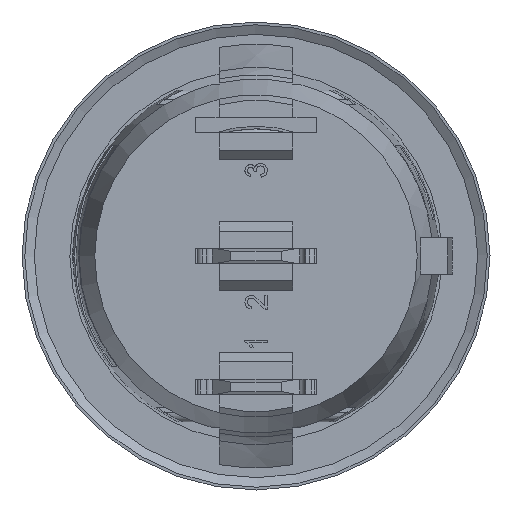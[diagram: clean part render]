
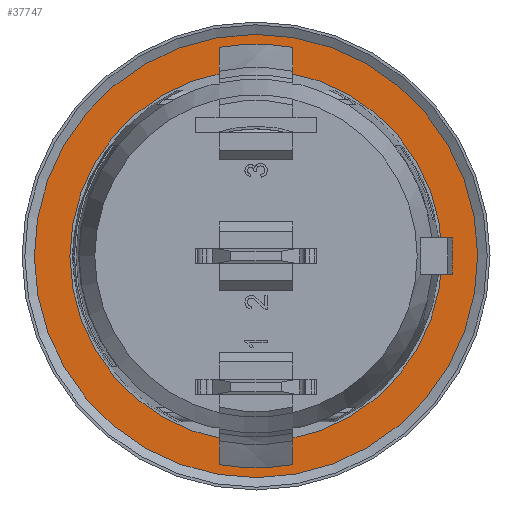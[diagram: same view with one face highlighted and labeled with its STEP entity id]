
A CAD part, front view. The second image highlights one B-rep face of the part: STEP entity #37747.
In plain terms, the highlighted planar face has unit normal (0, -1, 0).
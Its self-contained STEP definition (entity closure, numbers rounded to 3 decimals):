
#37713=CARTESIAN_POINT('',(-0.034,-0.7,10.1));
#37714=VERTEX_POINT('',#37713);
#37715=CARTESIAN_POINT('',(0.0,-0.7,0.0));
#37716=DIRECTION('',(0.0,1.0,0.0));
#37717=DIRECTION('',(-0.003,0.0,1.));
#37718=AXIS2_PLACEMENT_3D('',#37715,#37716,#37717);
#37719=CIRCLE('',#37718,10.1);
#37720=EDGE_CURVE('',#37714,#37714,#37719,.T.);
#37728=CARTESIAN_POINT('',(12.03,-0.7,0.041));
#37729=DIRECTION('',(0.0,1.0,0.0));
#37730=DIRECTION('',(-0.003,0.0,1.));
#37731=AXIS2_PLACEMENT_3D('',#37728,#37729,#37730);
#37732=PLANE('',#37731);
#37733=CARTESIAN_POINT('',(-0.041,-0.7,12.03));
#37734=VERTEX_POINT('',#37733);
#37735=CARTESIAN_POINT('',(0.0,-0.7,0.0));
#37736=DIRECTION('',(0.0,1.0,0.0));
#37737=DIRECTION('',(-0.003,0.0,1.));
#37738=AXIS2_PLACEMENT_3D('',#37735,#37736,#37737);
#37739=CIRCLE('',#37738,12.03);
#37740=EDGE_CURVE('',#37734,#37734,#37739,.T.);
#37741=ORIENTED_EDGE('',*,*,#37740,.F.);
#37742=EDGE_LOOP('',(#37741));
#37743=FACE_OUTER_BOUND('',#37742,.T.);
#37744=ORIENTED_EDGE('',*,*,#37720,.T.);
#37745=EDGE_LOOP('',(#37744));
#37746=FACE_BOUND('',#37745,.T.);
#37747=ADVANCED_FACE('',(#37743,#37746),#37732,.F.);
